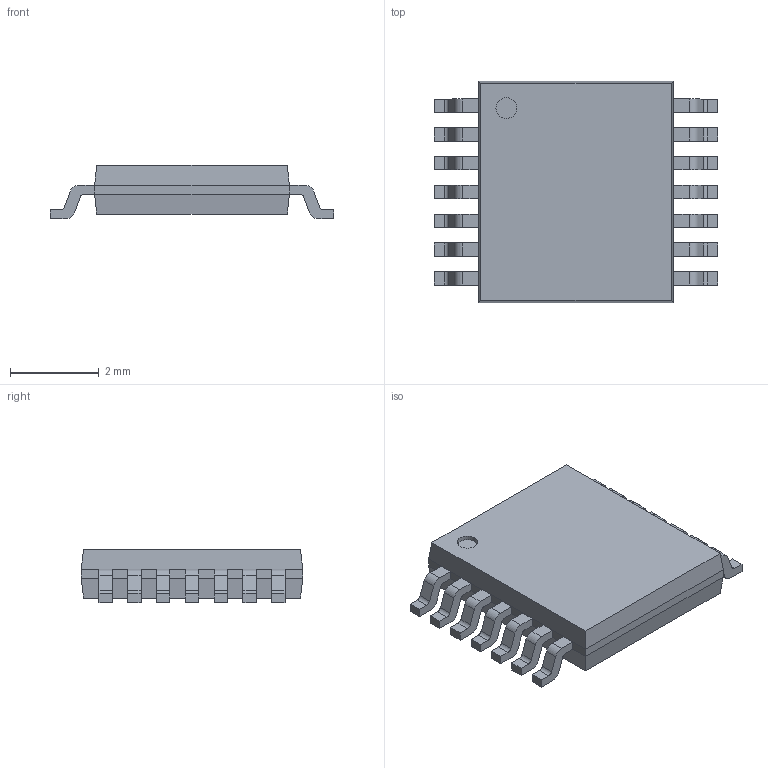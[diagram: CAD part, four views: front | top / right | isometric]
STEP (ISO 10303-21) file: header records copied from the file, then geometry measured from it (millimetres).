
FILE_DESCRIPTION(('FreeCAD Model'),'2;1');
FILE_NAME('tssop14.stp', '2015-12-05T15:11:27',('Author'),(''), 'Open CASCADE STEP processor 6.7','FreeCAD','Unknown');
FILE_SCHEMA(('AUTOMOTIVE_DESIGN_CC2 { 1 2 10303 214 -1 1 5 4 }'));
Length unit declared in the file: millimetre
Products named in the file (4): ASSEMBLY; Pocket; Array_(Mirror_#1); Array
Assembly tree (3 placements, depth 2):
  ASSEMBLY
    Pocket
    Array_(Mirror_#1)
    Array
Bounding box: 6.4 x 5 x 1.2 mm (x, y, z)
Volume: 25 mm3; surface area: 84.3 mm2
Topology: 15 solids, 15 shells, 212 faces, 535 edges, 354 vertices
Faces by surface type: plane 155, cylinder 57
Full cylindrical faces by diameter (mm): 0.469 x1
Entity records: 13735 total; most frequent: CARTESIAN_POINT 2517, DIRECTION 2094, LINE 1377, VECTOR 1377, ORIENTED_EDGE 1070, PCURVE 1070, DEFINITIONAL_REPRESENTATION 1070, EDGE_CURVE 535
